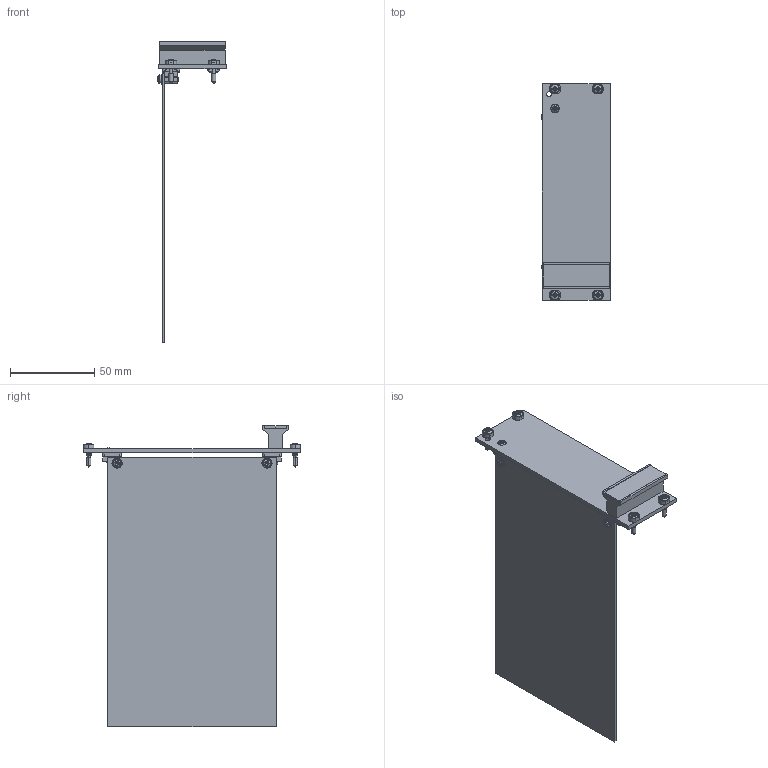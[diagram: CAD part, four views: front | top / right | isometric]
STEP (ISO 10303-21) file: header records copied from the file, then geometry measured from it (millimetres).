
FILE_DESCRIPTION(('STEP AP242'),'1');
FILE_NAME('34610.stp','2020-04-21T17:19:44',('TraceParts'),('TraceParts S.A.'),'Spatial InterOp 3D',' ',' ');
FILE_SCHEMA(('AP242_MANAGED_MODEL_BASED_3D_ENGINEERING_MIM_LF {1 0 10303 442 1 1 4}'));
Length unit declared in the file: millimetre
Products named in the file (1): 34610_1
Bounding box: 40.68 x 128.4 x 179.03 mm (x, y, z)
Volume: 43736.8 mm3; surface area: 52795.3 mm2
Topology: 23 solids, 23 shells, 1262 faces, 3421 edges, 2202 vertices
Faces by surface type: plane 661, cylinder 444, cone 125, sphere 20, bspline 6, torus 6
Entity records: 50964 total; most frequent: CARTESIAN_POINT 9715, ORIENTED_EDGE 6786, DIRECTION 6270, EDGE_CURVE 3393, AXIS2_PLACEMENT_3D 2264, VERTEX_POINT 2202, LINE 1742, VECTOR 1742
